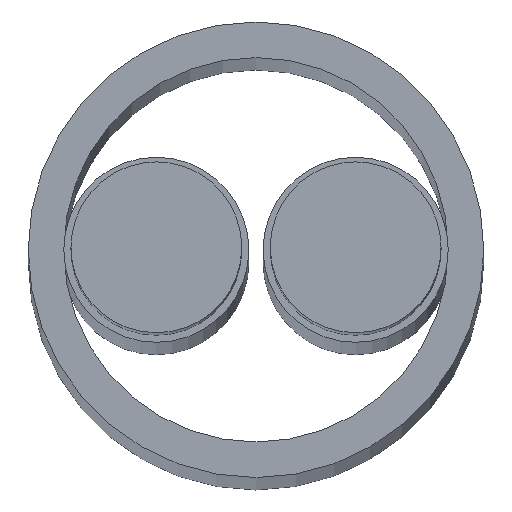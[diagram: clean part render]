
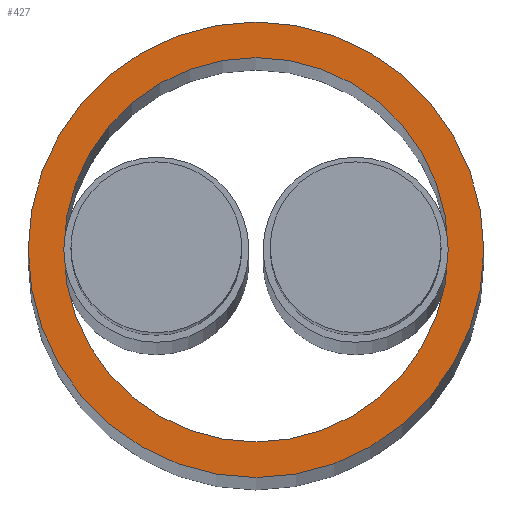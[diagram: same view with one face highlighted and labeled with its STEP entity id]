
A CAD part, top view. The second image highlights one B-rep face of the part: STEP entity #427.
In plain terms, the highlighted planar face has unit normal (0, 0, 1).
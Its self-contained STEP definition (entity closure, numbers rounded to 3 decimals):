
#304=AXIS2_PLACEMENT_3D('Circle Axis2P3D',#302,#303,$) ;
#329=AXIS2_PLACEMENT_3D('Circle Axis2P3D',#327,#328,$) ;
#376=AXIS2_PLACEMENT_3D('Circle Axis2P3D',#374,#375,$) ;
#403=AXIS2_PLACEMENT_3D('Circle Axis2P3D',#401,#402,$) ;
#417=AXIS2_PLACEMENT_3D('Plane Axis2P3D',#414,#415,#416) ;
#285=CARTESIAN_POINT('Vertex',(6.4,3.2,120.)) ;
#299=CARTESIAN_POINT('Vertex',(0.,3.2,120.)) ;
#302=CARTESIAN_POINT('Axis2P3D Location',(3.2,3.2,120.)) ;
#327=CARTESIAN_POINT('Axis2P3D Location',(3.2,3.2,120.)) ;
#374=CARTESIAN_POINT('Axis2P3D Location',(3.2,3.2,120.)) ;
#378=CARTESIAN_POINT('Vertex',(5.9,3.2,120.)) ;
#380=CARTESIAN_POINT('Vertex',(0.5,3.2,120.)) ;
#401=CARTESIAN_POINT('Axis2P3D Location',(3.2,3.2,120.)) ;
#414=CARTESIAN_POINT('Axis2P3D Location',(0.,0.,120.)) ;
#303=DIRECTION('Axis2P3D Direction',(0.,0.,1.)) ;
#328=DIRECTION('Axis2P3D Direction',(0.,0.,1.)) ;
#375=DIRECTION('Axis2P3D Direction',(0.,0.,1.)) ;
#402=DIRECTION('Axis2P3D Direction',(0.,0.,1.)) ;
#415=DIRECTION('Axis2P3D Direction',(0.,0.,1.)) ;
#416=DIRECTION('Axis2P3D XDirection',(1.,0.,0.)) ;
#420=ORIENTED_EDGE('',*,*,#306,.T.) ;
#421=ORIENTED_EDGE('',*,*,#331,.T.) ;
#424=ORIENTED_EDGE('',*,*,#405,.F.) ;
#425=ORIENTED_EDGE('',*,*,#382,.F.) ;
#426=FACE_BOUND('',#423,.T.) ;
#427=ADVANCED_FACE('Hauptk\X2\00F6\X0\rper',(#422,#426),#418,.T.) ;
#305=CIRCLE('generated circle',#304,3.2) ;
#330=CIRCLE('generated circle',#329,3.2) ;
#377=CIRCLE('generated circle',#376,2.7) ;
#404=CIRCLE('generated circle',#403,2.7) ;
#306=EDGE_CURVE('',#286,#300,#305,.T.) ;
#331=EDGE_CURVE('',#300,#286,#330,.T.) ;
#382=EDGE_CURVE('',#379,#381,#377,.T.) ;
#405=EDGE_CURVE('',#381,#379,#404,.T.) ;
#419=EDGE_LOOP('',(#420,#421)) ;
#423=EDGE_LOOP('',(#424,#425)) ;
#422=FACE_OUTER_BOUND('',#419,.T.) ;
#418=PLANE('',#417) ;
#286=VERTEX_POINT('',#285) ;
#300=VERTEX_POINT('',#299) ;
#379=VERTEX_POINT('',#378) ;
#381=VERTEX_POINT('',#380) ;
